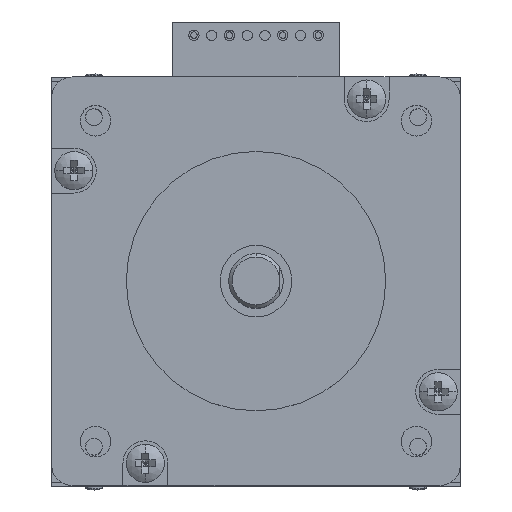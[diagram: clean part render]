
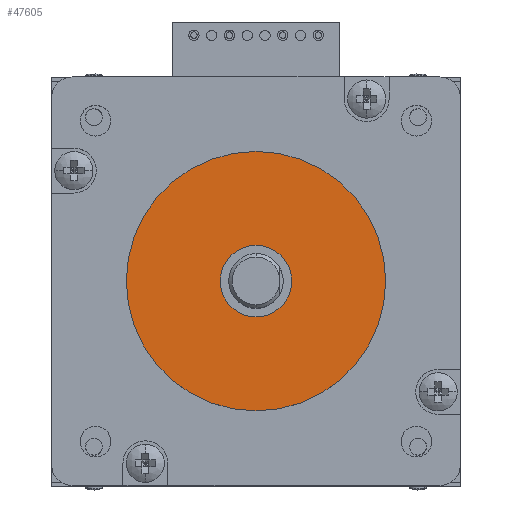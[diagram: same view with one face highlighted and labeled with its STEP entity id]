
A CAD part, top view. The second image highlights one B-rep face of the part: STEP entity #47605.
In plain terms, the highlighted face is planar.
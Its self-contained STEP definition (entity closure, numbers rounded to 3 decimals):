
#2210 = EDGE_CURVE ( 'NONE', #6150, #23454, #57162, .T. ) ;
#2717 = FACE_OUTER_BOUND ( 'NONE', #35771, .T. ) ;
#3739 = AXIS2_PLACEMENT_3D ( 'NONE', #41150, #9783, #46463 ) ;
#4274 = CARTESIAN_POINT ( 'NONE',  ( 0., 0., -20.1 ) ) ;
#4438 = EDGE_LOOP ( 'NONE', ( #60251, #53552 ) ) ;
#4847 = AXIS2_PLACEMENT_3D ( 'NONE', #21364, #57954, #26630 ) ;
#5498 = ORIENTED_EDGE ( 'NONE', *, *, #18658, .F. ) ;
#6134 = CARTESIAN_POINT ( 'NONE',  ( 0., 0., -20.1 ) ) ;
#6150 = VERTEX_POINT ( 'NONE', #59734 ) ;
#7335 = CIRCLE ( 'NONE', #64672, 5.25 ) ;
#9511 = DIRECTION ( 'NONE',  ( -1., 0., 0. ) ) ;
#9783 = DIRECTION ( 'NONE',  ( 0., 0., -1. ) ) ;
#10757 = DIRECTION ( 'NONE',  ( -1., 0., 0. ) ) ;
#10816 = DIRECTION ( 'NONE',  ( 0., 0., 1. ) ) ;
#10893 = CARTESIAN_POINT ( 'NONE',  ( 0., 0., -20.1 ) ) ;
#11369 = DIRECTION ( 'NONE',  ( -1., 0., 0. ) ) ;
#16858 = VERTEX_POINT ( 'NONE', #28832 ) ;
#18658 = EDGE_CURVE ( 'NONE', #23454, #6150, #20993, .T. ) ;
#19065 = EDGE_CURVE ( 'NONE', #41037, #16858, #7335, .T. ) ;
#20993 = CIRCLE ( 'NONE', #66506, 19.05 ) ;
#21364 = CARTESIAN_POINT ( 'NONE',  ( 0., 0., -20.1 ) ) ;
#22042 = CIRCLE ( 'NONE', #4847, 5.25 ) ;
#23454 = VERTEX_POINT ( 'NONE', #37558 ) ;
#25962 = CARTESIAN_POINT ( 'NONE',  ( 5.25, 0., -20.1 ) ) ;
#26630 = DIRECTION ( 'NONE',  ( -1., 0., 0. ) ) ;
#28832 = CARTESIAN_POINT ( 'NONE',  ( -5.25, 0., -20.1 ) ) ;
#30466 = FACE_BOUND ( 'NONE', #4438, .T. ) ;
#31378 = ORIENTED_EDGE ( 'NONE', *, *, #2210, .F. ) ;
#35771 = EDGE_LOOP ( 'NONE', ( #5498, #31378 ) ) ;
#37558 = CARTESIAN_POINT ( 'NONE',  ( -19.05, 0., -20.1 ) ) ;
#40876 = DIRECTION ( 'NONE',  ( 0., 0., 1. ) ) ;
#41037 = VERTEX_POINT ( 'NONE', #25962 ) ;
#41150 = CARTESIAN_POINT ( 'NONE',  ( 19.832, 19.812, -20.1 ) ) ;
#42803 = DIRECTION ( 'NONE',  ( 0., 0., 1. ) ) ;
#46463 = DIRECTION ( 'NONE',  ( -1., 0., 0. ) ) ;
#47591 = EDGE_CURVE ( 'NONE', #16858, #41037, #22042, .T. ) ;
#47605 = ADVANCED_FACE ( 'NONE', ( #2717, #30466 ), #66692, .T. ) ;
#53552 = ORIENTED_EDGE ( 'NONE', *, *, #19065, .T. ) ;
#57162 = CIRCLE ( 'NONE', #66369, 19.05 ) ;
#57954 = DIRECTION ( 'NONE',  ( 0., 0., 1. ) ) ;
#59734 = CARTESIAN_POINT ( 'NONE',  ( 19.05, 0., -20.1 ) ) ;
#60251 = ORIENTED_EDGE ( 'NONE', *, *, #47591, .T. ) ;
#64672 = AXIS2_PLACEMENT_3D ( 'NONE', #4274, #40876, #9511 ) ;
#66369 = AXIS2_PLACEMENT_3D ( 'NONE', #10893, #10816, #10757 ) ;
#66506 = AXIS2_PLACEMENT_3D ( 'NONE', #6134, #42803, #11369 ) ;
#66692 = PLANE ( 'NONE',  #3739 ) ;
